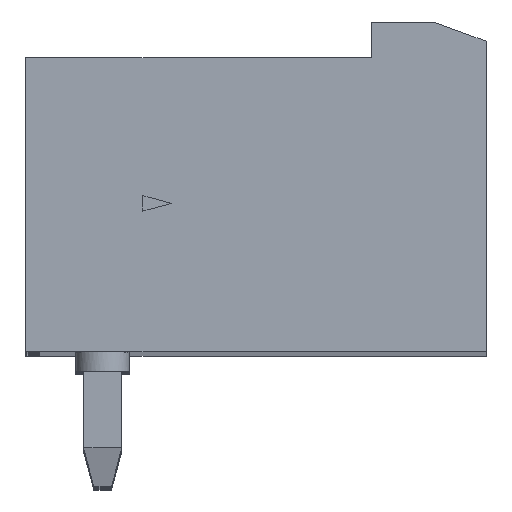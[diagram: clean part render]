
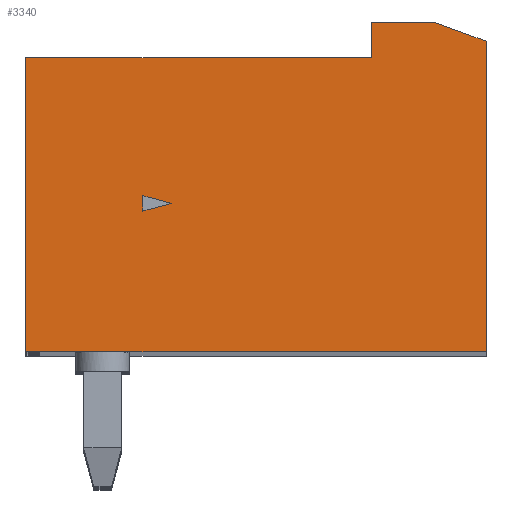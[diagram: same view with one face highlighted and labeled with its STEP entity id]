
A CAD part, top view. The second image highlights one B-rep face of the part: STEP entity #3340.
In plain terms, the highlighted planar face has unit normal (0, 0, 1).
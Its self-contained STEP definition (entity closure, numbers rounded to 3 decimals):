
#2450=CARTESIAN_POINT('',(46.923,38.338,
   3.54));
#2460=DIRECTION('',(0.,0.,
   1.));
#2470=DIRECTION('',(1.,0.,
   0.));
#2480=AXIS2_PLACEMENT_3D('',#2450,#2460,#2470);
#2490=PLANE('',#2480);
#2500=CARTESIAN_POINT('',(0.,37.773,
   3.54));
#2510=DIRECTION('',(-1.,0.,
   0.));
#2520=VECTOR('',#2510,1.);
#2530=LINE('',#2500,#2520);
#2540=CARTESIAN_POINT('',(48.627,37.773,
   3.54));
#2550=VERTEX_POINT('',#2540);
#2560=CARTESIAN_POINT('',(36.627,37.773,
   3.54));
#2570=VERTEX_POINT('',#2560);
#2580=EDGE_CURVE('',#2550,#2570,#2530,.T.);
#2590=ORIENTED_EDGE('',*,*,#2580,.F.);
#2600=CARTESIAN_POINT('',(36.627,0.,
   3.54));
#2610=DIRECTION('',(0.,-1.,
   0.));
#2620=VECTOR('',#2610,1.);
#2630=LINE('',#2600,#2620);
#2640=CARTESIAN_POINT('',(36.627,45.443,
   3.54));
#2650=VERTEX_POINT('',#2640);
#2660=EDGE_CURVE('',#2650,#2570,#2630,.T.);
#2670=ORIENTED_EDGE('',*,*,#2660,.T.);
#2680=CARTESIAN_POINT('',(0.,45.443,
   3.54));
#2690=DIRECTION('',(1.,0.,
   0.));
#2700=VECTOR('',#2690,1.);
#2710=LINE('',#2680,#2700);
#2720=CARTESIAN_POINT('',(45.627,45.443,
   3.54));
#2730=VERTEX_POINT('',#2720);
#2740=EDGE_CURVE('',#2650,#2730,#2710,.T.);
#2750=ORIENTED_EDGE('',*,*,#2740,.F.);
#2760=CARTESIAN_POINT('',(45.627,0.,
   3.54));
#2770=DIRECTION('',(0.,1.,
   0.));
#2780=VECTOR('',#2770,1.);
#2790=LINE('',#2760,#2780);
#2800=CARTESIAN_POINT('',(45.627,46.373,
   3.54));
#2810=VERTEX_POINT('',#2800);
#2820=EDGE_CURVE('',#2730,#2810,#2790,.T.);
#2830=ORIENTED_EDGE('',*,*,#2820,.F.);
#2840=CARTESIAN_POINT('',(0.,46.373,
   3.54));
#2850=DIRECTION('',(1.,0.,
   0.));
#2860=VECTOR('',#2850,1.);
#2870=LINE('',#2840,#2860);
#2880=CARTESIAN_POINT('',(47.253,46.373,
   3.54));
#2890=VERTEX_POINT('',#2880);
#2900=EDGE_CURVE('',#2810,#2890,#2870,.T.);
#2910=ORIENTED_EDGE('',*,*,#2900,.F.);
#2920=CARTESIAN_POINT('',(0.,63.571,
   3.54));
#2930=DIRECTION('',(0.94,-0.342,
   0.));
#2940=VECTOR('',#2930,1.);
#2950=LINE('',#2920,#2940);
#2960=CARTESIAN_POINT('',(48.627,45.873,
   3.54));
#2970=VERTEX_POINT('',#2960);
#2980=EDGE_CURVE('',#2890,#2970,#2950,.T.);
#2990=ORIENTED_EDGE('',*,*,#2980,.F.);
#3000=CARTESIAN_POINT('',(48.627,0.,
   3.54));
#3010=DIRECTION('',(0.,-1.,
   0.));
#3020=VECTOR('',#3010,1.);
#3030=LINE('',#3000,#3020);
#3040=EDGE_CURVE('',#2970,#2550,#3030,.T.);
#3050=ORIENTED_EDGE('',*,*,#3040,.F.);
#3060=EDGE_LOOP('',(#3050,#2990,#2910,#2830,#2750,#2670,#2590));
#3070=FACE_OUTER_BOUND('',#3060,.T.);
#3080=CARTESIAN_POINT('',(39.677,0.,
   3.54));
#3090=DIRECTION('',(0.,1.,
   0.));
#3100=VECTOR('',#3090,1.);
#3110=LINE('',#3080,#3100);
#3120=CARTESIAN_POINT('',(39.677,41.442,
   3.54));
#3130=VERTEX_POINT('',#3120);
#3140=CARTESIAN_POINT('',(39.677,41.844,
   3.54));
#3150=VERTEX_POINT('',#3140);
#3160=EDGE_CURVE('',#3130,#3150,#3110,.T.);
#3170=ORIENTED_EDGE('',*,*,#3160,.T.);
#3180=CARTESIAN_POINT('',(0.,30.81,
   3.54));
#3190=DIRECTION('',(-0.966,-0.259,
   0.));
#3200=VECTOR('',#3190,1.);
#3210=LINE('',#3180,#3200);
#3220=CARTESIAN_POINT('',(40.427,41.643,
   3.54));
#3230=VERTEX_POINT('',#3220);
#3240=EDGE_CURVE('',#3230,#3130,#3210,.T.);
#3250=ORIENTED_EDGE('',*,*,#3240,.T.);
#3260=CARTESIAN_POINT('',(0.,52.475,
   3.54));
#3270=DIRECTION('',(0.966,-0.259,
   0.));
#3280=VECTOR('',#3270,1.);
#3290=LINE('',#3260,#3280);
#3300=EDGE_CURVE('',#3150,#3230,#3290,.T.);
#3310=ORIENTED_EDGE('',*,*,#3300,.T.);
#3320=EDGE_LOOP('',(#3310,#3250,#3170));
#3330=FACE_BOUND('',#3320,.T.);
#3340=ADVANCED_FACE('',(#3070,#3330),#2490,.T.);
